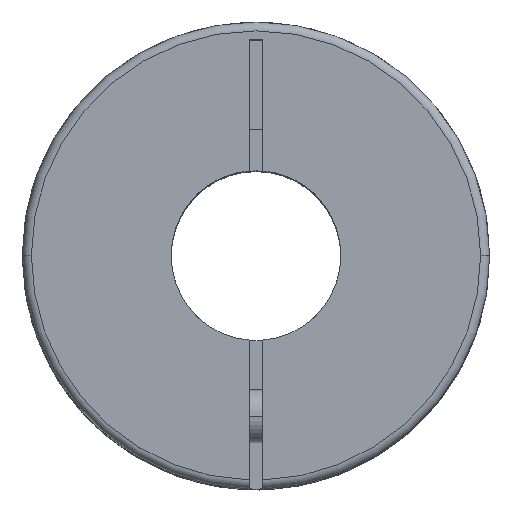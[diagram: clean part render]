
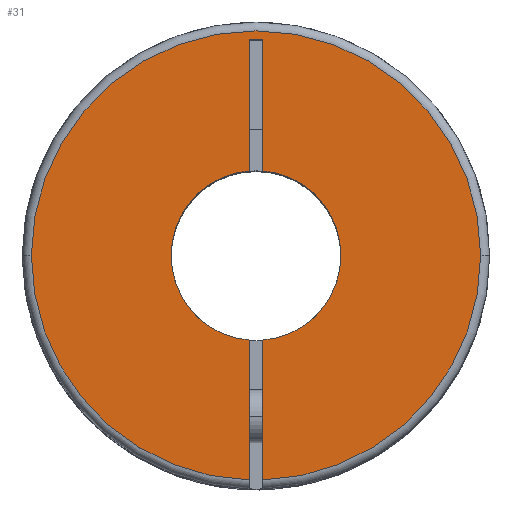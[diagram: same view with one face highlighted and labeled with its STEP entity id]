
A CAD part, top view. The second image highlights one B-rep face of the part: STEP entity #31.
In plain terms, the highlighted planar face has unit normal (0, 0, 1).
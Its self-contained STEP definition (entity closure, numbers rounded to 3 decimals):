
#31 = ADVANCED_FACE ( 'NONE', ( #2836 ), #1153, .F. ) ;
#96 = CARTESIAN_POINT ( 'NONE',  ( 0.375, 12.1, 0. ) ) ;
#100 = AXIS2_PLACEMENT_3D ( 'NONE', #3252, #1214, #4219 ) ;
#242 = AXIS2_PLACEMENT_3D ( 'NONE', #1879, #1822, #1511 ) ;
#302 = VERTEX_POINT ( 'NONE', #428 ) ;
#321 = CARTESIAN_POINT ( 'NONE',  ( 0., 0., 0. ) ) ;
#428 = CARTESIAN_POINT ( 'NONE',  ( -0.375, 4.748, 0. ) ) ;
#523 = LINE ( 'NONE', #557, #2396 ) ;
#531 = CIRCLE ( 'NONE', #2978, 4.763 ) ;
#557 = CARTESIAN_POINT ( 'NONE',  ( -0.375, 12.1, 0. ) ) ;
#560 = ORIENTED_EDGE ( 'NONE', *, *, #1091, .F. ) ;
#585 = EDGE_CURVE ( 'NONE', #946, #2333, #3025, .T. ) ;
#617 = EDGE_CURVE ( 'NONE', #685, #3630, #523, .T. ) ;
#685 = VERTEX_POINT ( 'NONE', #2558 ) ;
#746 = ORIENTED_EDGE ( 'NONE', *, *, #1641, .T. ) ;
#820 = VERTEX_POINT ( 'NONE', #2942 ) ;
#886 = VECTOR ( 'NONE', #2184, 1000. ) ;
#946 = VERTEX_POINT ( 'NONE', #3829 ) ;
#985 = ORIENTED_EDGE ( 'NONE', *, *, #2491, .F. ) ;
#995 = DIRECTION ( 'NONE',  ( 0., 1., 0. ) ) ;
#1042 = AXIS2_PLACEMENT_3D ( 'NONE', #3610, #4173, #1228 ) ;
#1058 = DIRECTION ( 'NONE',  ( -1., 0., 0. ) ) ;
#1065 = CARTESIAN_POINT ( 'NONE',  ( 0., 0., 0. ) ) ;
#1091 = EDGE_CURVE ( 'NONE', #3630, #946, #1458, .T. ) ;
#1100 = CARTESIAN_POINT ( 'NONE',  ( 0., 0., 0. ) ) ;
#1104 = DIRECTION ( 'NONE',  ( 0., 1., 0. ) ) ;
#1132 = ORIENTED_EDGE ( 'NONE', *, *, #2353, .T. ) ;
#1153 = PLANE ( 'NONE',  #242 ) ;
#1178 = CARTESIAN_POINT ( 'NONE',  ( -4.763, 0., 0. ) ) ;
#1214 = DIRECTION ( 'NONE',  ( 0., 0., -1. ) ) ;
#1228 = DIRECTION ( 'NONE',  ( -1., 0., 0. ) ) ;
#1247 = AXIS2_PLACEMENT_3D ( 'NONE', #1100, #2842, #1058 ) ;
#1313 = VERTEX_POINT ( 'NONE', #3720 ) ;
#1344 = EDGE_CURVE ( 'NONE', #2333, #2400, #2546, .T. ) ;
#1357 = ORIENTED_EDGE ( 'NONE', *, *, #3220, .T. ) ;
#1360 = CARTESIAN_POINT ( 'NONE',  ( 0.375, 12.1, 0. ) ) ;
#1387 = CARTESIAN_POINT ( 'NONE',  ( 12.6, 0., 0. ) ) ;
#1458 = CIRCLE ( 'NONE', #1042, 12.6 ) ;
#1511 = DIRECTION ( 'NONE',  ( 0., -1., 0. ) ) ;
#1512 = CIRCLE ( 'NONE', #2284, 4.763 ) ;
#1631 = CARTESIAN_POINT ( 'NONE',  ( 0.375, -13.1, 0. ) ) ;
#1641 = EDGE_CURVE ( 'NONE', #3996, #302, #531, .T. ) ;
#1673 = CARTESIAN_POINT ( 'NONE',  ( 0.375, 4.748, 0. ) ) ;
#1701 = DIRECTION ( 'NONE',  ( -1., 0., 0. ) ) ;
#1702 = DIRECTION ( 'NONE',  ( -1., 0., 0. ) ) ;
#1763 = LINE ( 'NONE', #3095, #3858 ) ;
#1822 = DIRECTION ( 'NONE',  ( 0., 0., -1. ) ) ;
#1834 = LINE ( 'NONE', #4154, #886 ) ;
#1835 = CARTESIAN_POINT ( 'NONE',  ( -0.375, -12.594, 0. ) ) ;
#1879 = CARTESIAN_POINT ( 'NONE',  ( 0., 0., 0. ) ) ;
#1980 = LINE ( 'NONE', #1631, #3444 ) ;
#2030 = ORIENTED_EDGE ( 'NONE', *, *, #1344, .F. ) ;
#2081 = LINE ( 'NONE', #96, #3202 ) ;
#2084 = ORIENTED_EDGE ( 'NONE', *, *, #3705, .F. ) ;
#2125 = EDGE_LOOP ( 'NONE', ( #560, #3217, #1132, #746, #985, #4025, #3046, #1357, #2084, #2030, #2761 ) ) ;
#2175 = CIRCLE ( 'NONE', #100, 4.763 ) ;
#2184 = DIRECTION ( 'NONE',  ( 0., -1., 0. ) ) ;
#2267 = DIRECTION ( 'NONE',  ( -1., 0., 0. ) ) ;
#2284 = AXIS2_PLACEMENT_3D ( 'NONE', #2413, #2705, #1702 ) ;
#2333 = VERTEX_POINT ( 'NONE', #1387 ) ;
#2353 = EDGE_CURVE ( 'NONE', #685, #3996, #1512, .T. ) ;
#2396 = VECTOR ( 'NONE', #3538, 1000. ) ;
#2400 = VERTEX_POINT ( 'NONE', #3183 ) ;
#2413 = CARTESIAN_POINT ( 'NONE',  ( 0., 0., 0. ) ) ;
#2491 = EDGE_CURVE ( 'NONE', #820, #302, #1834, .T. ) ;
#2546 = CIRCLE ( 'NONE', #4179, 12.6 ) ;
#2558 = CARTESIAN_POINT ( 'NONE',  ( -0.375, -4.748, 0. ) ) ;
#2587 = VERTEX_POINT ( 'NONE', #1673 ) ;
#2705 = DIRECTION ( 'NONE',  ( 0., 0., -1. ) ) ;
#2761 = ORIENTED_EDGE ( 'NONE', *, *, #585, .F. ) ;
#2836 = FACE_OUTER_BOUND ( 'NONE', #2125, .T. ) ;
#2842 = DIRECTION ( 'NONE',  ( 0., 0., -1. ) ) ;
#2942 = CARTESIAN_POINT ( 'NONE',  ( -0.375, 12.1, 0. ) ) ;
#2970 = EDGE_CURVE ( 'NONE', #3929, #820, #2081, .T. ) ;
#2978 = AXIS2_PLACEMENT_3D ( 'NONE', #321, #3529, #2267 ) ;
#3025 = CIRCLE ( 'NONE', #1247, 12.6 ) ;
#3046 = ORIENTED_EDGE ( 'NONE', *, *, #3836, .F. ) ;
#3095 = CARTESIAN_POINT ( 'NONE',  ( 0.375, -13.1, 0. ) ) ;
#3183 = CARTESIAN_POINT ( 'NONE',  ( 0.375, -12.594, 0. ) ) ;
#3202 = VECTOR ( 'NONE', #3753, 1000. ) ;
#3217 = ORIENTED_EDGE ( 'NONE', *, *, #617, .F. ) ;
#3220 = EDGE_CURVE ( 'NONE', #2587, #1313, #2175, .T. ) ;
#3252 = CARTESIAN_POINT ( 'NONE',  ( 0., 0., 0. ) ) ;
#3444 = VECTOR ( 'NONE', #995, 1000. ) ;
#3529 = DIRECTION ( 'NONE',  ( 0., 0., -1. ) ) ;
#3538 = DIRECTION ( 'NONE',  ( 0., -1., 0. ) ) ;
#3610 = CARTESIAN_POINT ( 'NONE',  ( 0., 0., 0. ) ) ;
#3627 = DIRECTION ( 'NONE',  ( 0., 0., -1. ) ) ;
#3630 = VERTEX_POINT ( 'NONE', #1835 ) ;
#3705 = EDGE_CURVE ( 'NONE', #2400, #1313, #1980, .T. ) ;
#3720 = CARTESIAN_POINT ( 'NONE',  ( 0.375, -4.748, 0. ) ) ;
#3753 = DIRECTION ( 'NONE',  ( -1., 0., 0. ) ) ;
#3829 = CARTESIAN_POINT ( 'NONE',  ( -12.6, 0., 0. ) ) ;
#3836 = EDGE_CURVE ( 'NONE', #2587, #3929, #1763, .T. ) ;
#3858 = VECTOR ( 'NONE', #1104, 1000. ) ;
#3929 = VERTEX_POINT ( 'NONE', #1360 ) ;
#3996 = VERTEX_POINT ( 'NONE', #1178 ) ;
#4025 = ORIENTED_EDGE ( 'NONE', *, *, #2970, .F. ) ;
#4154 = CARTESIAN_POINT ( 'NONE',  ( -0.375, 12.1, 0. ) ) ;
#4173 = DIRECTION ( 'NONE',  ( 0., 0., -1. ) ) ;
#4179 = AXIS2_PLACEMENT_3D ( 'NONE', #1065, #3627, #1701 ) ;
#4219 = DIRECTION ( 'NONE',  ( -1., 0., 0. ) ) ;
